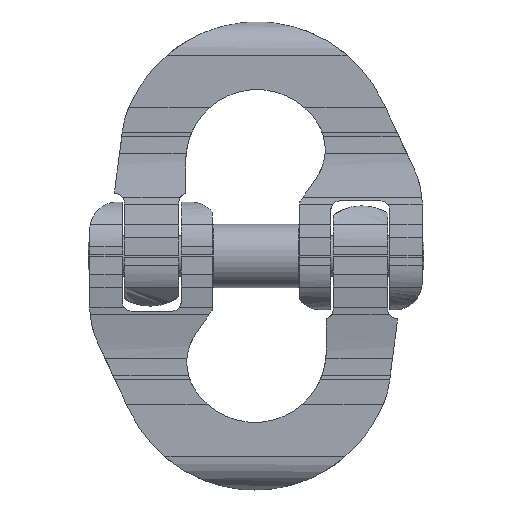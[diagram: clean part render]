
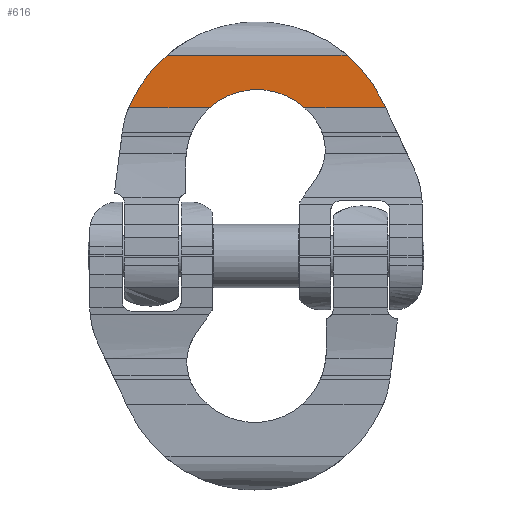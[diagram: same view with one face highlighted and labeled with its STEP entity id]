
A CAD part, front view. The second image highlights one B-rep face of the part: STEP entity #616.
In plain terms, the highlighted planar face has unit normal (0, -1, 0).
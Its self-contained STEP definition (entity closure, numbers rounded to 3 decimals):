
#616=ADVANCED_FACE('',(#1422),#1423,.T.);
#1422=FACE_OUTER_BOUND('',#3077,.T.);
#1423=PLANE('',#3078);
#3077=EDGE_LOOP('',(#6693,#6694,#6695,#6696,#6697,#6698,#6699));
#3078=AXIS2_PLACEMENT_3D('',#6700,#6701,#6702);
#6693=ORIENTED_EDGE('',*,*,#8924,.F.);
#6694=ORIENTED_EDGE('',*,*,#8921,.F.);
#6695=ORIENTED_EDGE('',*,*,#8925,.F.);
#6696=ORIENTED_EDGE('',*,*,#8926,.F.);
#6697=ORIENTED_EDGE('',*,*,#8927,.T.);
#6698=ORIENTED_EDGE('',*,*,#8928,.F.);
#6699=ORIENTED_EDGE('',*,*,#8914,.F.);
#6700=CARTESIAN_POINT('',(66.85,4.988,118.286));
#6701=DIRECTION('',(0.,-1.0,0.));
#6702=DIRECTION('',(-1.0,0.,0.0));
#8914=EDGE_CURVE('',#10422,#10424,#10425,.T.);
#8921=EDGE_CURVE('',#10434,#10436,#10437,.T.);
#8924=EDGE_CURVE('',#10436,#10422,#10440,.T.);
#8925=EDGE_CURVE('',#10441,#10434,#10442,.T.);
#8926=EDGE_CURVE('',#10443,#10441,#10444,.T.);
#8927=EDGE_CURVE('',#10443,#10445,#10446,.T.);
#8928=EDGE_CURVE('',#10424,#10445,#10447,.T.);
#10422=VERTEX_POINT('',#13183);
#10424=VERTEX_POINT('',#13190);
#10425=LINE('',#13191,#13192);
#10434=VERTEX_POINT('',#13208);
#10436=VERTEX_POINT('',#13215);
#10437=LINE('',#13216,#13217);
#10440=CIRCLE('',#13220,28.5);
#10441=VERTEX_POINT('',#13221);
#10442=LINE('',#13222,#13223);
#10443=VERTEX_POINT('',#13224);
#10444=CIRCLE('',#13225,55.5);
#10445=VERTEX_POINT('',#13226);
#10446=LINE('',#13227,#13228);
#10447=CIRCLE('',#13229,55.5);
#13183=CARTESIAN_POINT('',(-18.22,4.988,97.18));
#13190=CARTESIAN_POINT('',(-50.45,4.988,97.18));
#13191=CARTESIAN_POINT('',(66.85,4.988,97.18));
#13192=VECTOR('',#16822,10.0);
#13208=CARTESIAN_POINT('',(52.211,4.988,97.18));
#13215=CARTESIAN_POINT('',(19.92,4.988,97.18));
#13216=CARTESIAN_POINT('',(66.85,4.988,97.18));
#13217=VECTOR('',#16827,10.0);
#13220=AXIS2_PLACEMENT_3D('',#16831,#16832,#16833);
#13221=CARTESIAN_POINT('',(51.15,4.988,99.455));
#13222=CARTESIAN_POINT('',(48.946,4.988,104.182));
#13223=VECTOR('',#16834,10.0);
#13224=CARTESIAN_POINT('',(36.797,4.988,118.286));
#13225=AXIS2_PLACEMENT_3D('',#16835,#16836,#16837);
#13226=CARTESIAN_POINT('',(-35.097,4.988,118.286));
#13227=CARTESIAN_POINT('',(66.85,4.988,118.286));
#13228=VECTOR('',#16838,10.0);
#13229=AXIS2_PLACEMENT_3D('',#16839,#16840,#16841);
#16822=DIRECTION('',(-1.0,0.0,0.));
#16827=DIRECTION('',(-1.0,0.0,0.));
#16831=CARTESIAN_POINT('',(0.85,4.988,76.0));
#16832=DIRECTION('',(0.0,-1.0,0.));
#16833=DIRECTION('',(1.0,0.0,0.0));
#16834=DIRECTION('',(0.423,0.,-0.906));
#16835=CARTESIAN_POINT('',(0.85,4.988,76.0));
#16836=DIRECTION('',(0.,1.0,0.));
#16837=DIRECTION('',(-0.93,0.0,0.368));
#16838=DIRECTION('',(-1.0,0.0,0.));
#16839=CARTESIAN_POINT('',(0.85,4.988,76.0));
#16840=DIRECTION('',(0.,1.0,0.));
#16841=DIRECTION('',(-0.93,0.0,0.368));
